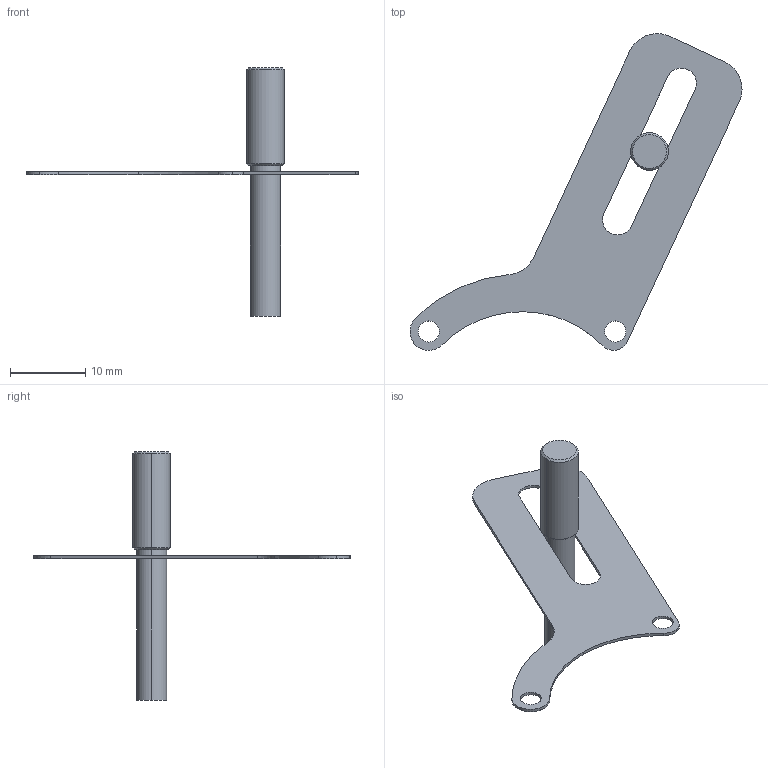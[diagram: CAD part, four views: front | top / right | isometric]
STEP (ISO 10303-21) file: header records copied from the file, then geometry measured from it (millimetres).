
FILE_DESCRIPTION (( 'STEP AP214' ), '1' );
FILE_NAME ('KIT-MOL2433.STEP', '2025-08-20T22:19:57', ( '' ), ( '' ), 'SwSTEP 2.0', 'SolidWorks 2024', '' );
FILE_SCHEMA (( 'AUTOMOTIVE_DESIGN' ));
Length unit declared in the file: inch
Products named in the file (1): KIT-MOL2433
Bounding box: 44.06 x 42.03 x 33 mm (x, y, z)
Volume: 751.3 mm3; surface area: 1802.4 mm2
Topology: 2 solids, 2 shells, 36 faces, 89 edges, 58 vertices
Faces by surface type: cylinder 11, bspline 11, plane 10, cone 4
Entity records: 1183 total; most frequent: CARTESIAN_POINT 327, ORIENTED_EDGE 178, DIRECTION 145, EDGE_CURVE 89, VERTEX_POINT 58, AXIS2_PLACEMENT_3D 52, EDGE_LOOP 43, VECTOR 41
